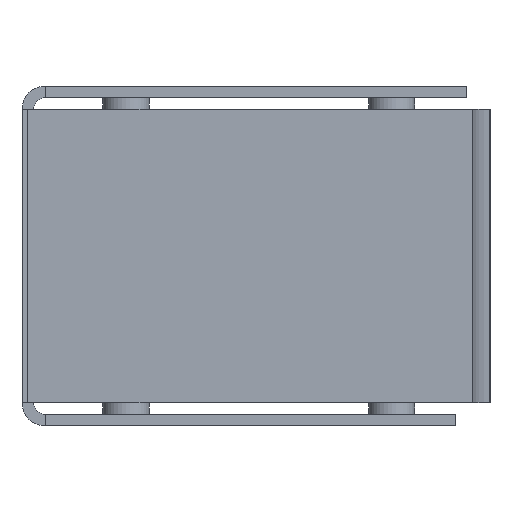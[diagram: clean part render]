
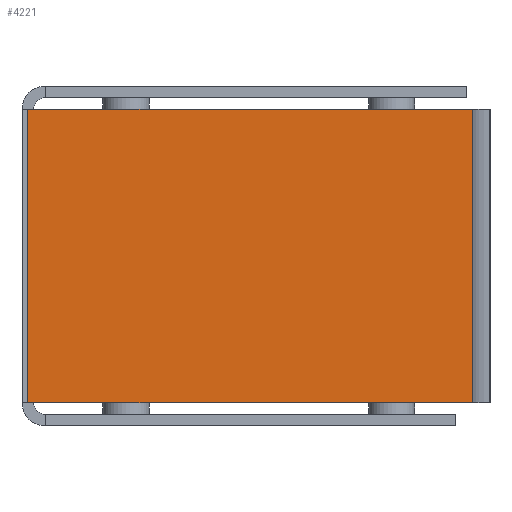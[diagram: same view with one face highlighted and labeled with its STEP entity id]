
A CAD part, left-side view. The second image highlights one B-rep face of the part: STEP entity #4221.
In plain terms, the highlighted planar face has unit normal (-1, 0, 0).
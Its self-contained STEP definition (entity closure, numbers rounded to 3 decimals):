
#80=PLANE('',#4554);
#412=FACE_OUTER_BOUND('',#660,.T.);
#660=EDGE_LOOP('',(#3673,#3674,#3675,#3676));
#1181=LINE('',#14663,#1464);
#1198=LINE('',#14726,#1481);
#1199=LINE('',#14728,#1482);
#1200=LINE('',#14729,#1483);
#1464=VECTOR('',#5339,10.);
#1481=VECTOR('',#5410,10.);
#1482=VECTOR('',#5411,10.);
#1483=VECTOR('',#5412,10.);
#1879=VERTEX_POINT('',#14660);
#1880=VERTEX_POINT('',#14662);
#1899=VERTEX_POINT('',#14725);
#1900=VERTEX_POINT('',#14727);
#2476=EDGE_CURVE('',#1879,#1880,#1181,.T.);
#2509=EDGE_CURVE('',#1899,#1879,#1198,.T.);
#2510=EDGE_CURVE('',#1900,#1899,#1199,.T.);
#2511=EDGE_CURVE('',#1880,#1900,#1200,.T.);
#3673=ORIENTED_EDGE('',*,*,#2509,.F.);
#3674=ORIENTED_EDGE('',*,*,#2510,.F.);
#3675=ORIENTED_EDGE('',*,*,#2511,.F.);
#3676=ORIENTED_EDGE('',*,*,#2476,.F.);
#4221=ADVANCED_FACE('',(#412),#80,.T.);
#4554=AXIS2_PLACEMENT_3D('',#14724,#5408,#5409);
#5339=DIRECTION('',(0.,1.,0.));
#5408=DIRECTION('center_axis',(-1.,0.,0.));
#5409=DIRECTION('ref_axis',(0.,-1.,0.));
#5410=DIRECTION('',(0.,0.,-1.));
#5411=DIRECTION('',(0.,-1.,0.));
#5412=DIRECTION('',(0.,0.,1.));
#14660=CARTESIAN_POINT('',(-75.,-18.5,-12.7));
#14662=CARTESIAN_POINT('',(-75.,20.,-12.7));
#14663=CARTESIAN_POINT('',(-75.,-20.,-12.7));
#14724=CARTESIAN_POINT('Origin',(-75.,20.,0.));
#14725=CARTESIAN_POINT('',(-75.,-18.5,12.7));
#14726=CARTESIAN_POINT('',(-75.,-18.5,0.));
#14727=CARTESIAN_POINT('',(-75.,20.,12.7));
#14728=CARTESIAN_POINT('',(-75.,-20.,12.7));
#14729=CARTESIAN_POINT('',(-75.,20.,0.));
